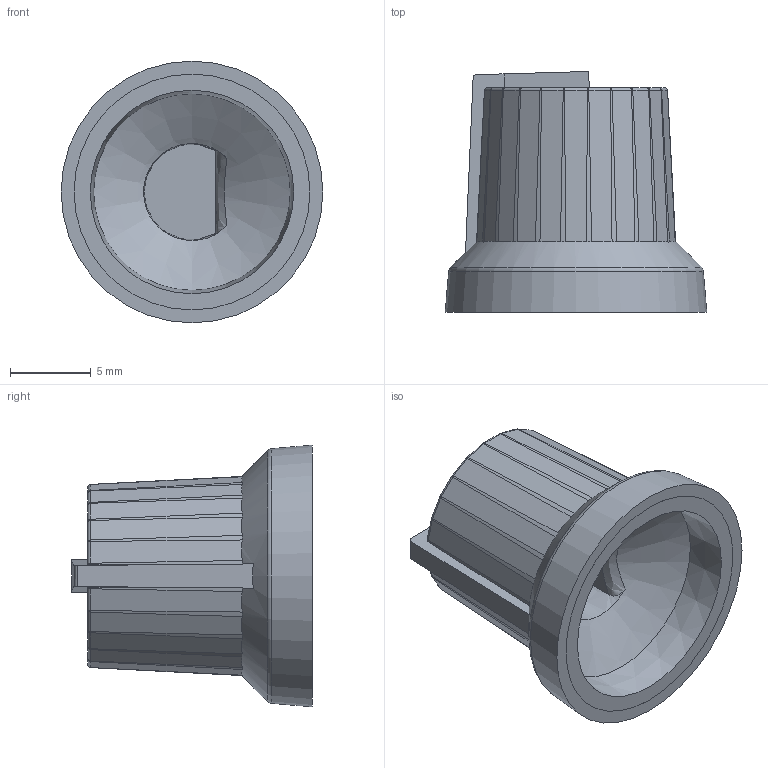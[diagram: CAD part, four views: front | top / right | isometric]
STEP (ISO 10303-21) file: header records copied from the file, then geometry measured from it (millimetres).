
FILE_DESCRIPTION(/* description */ (''),/* implementation_level */ '2;1');
FILE_NAME(/* name */ 'CL170845FR K87MBR 6mm USA D black yellow.stp',/* time_stamp */ '2024-12-10T12:19:12Z',/* author */ ('tottley'),/* organization */ (''),/* preprocessor_version */ 'ST-DEVELOPER v20',/* originating_system */ 'Autodesk Inventor 2025',/* authorisation */ '');
FILE_SCHEMA (('AUTOMOTIVE_DESIGN { 1 0 10303 214 3 1 1 }'));
Length unit declared in the file: millimetre
Products named in the file (1): Part38
Bounding box: 16.2 x 14.9 x 16.2 mm (x, y, z)
Volume: 1268 mm3; surface area: 1171.3 mm2
Topology: 1 solids, 1 shells, 119 faces, 344 edges, 229 vertices
Faces by surface type: plane 37, cone 29, cylinder 27, torus 25, bspline 1
Full cylindrical faces by diameter (mm): 14.6 x1
Entity records: 4460 total; most frequent: CARTESIAN_POINT 1543, ORIENTED_EDGE 688, DIRECTION 492, EDGE_CURVE 344, VERTEX_POINT 229, AXIS2_PLACEMENT_3D 208, EDGE_LOOP 121, STYLED_ITEM 119
